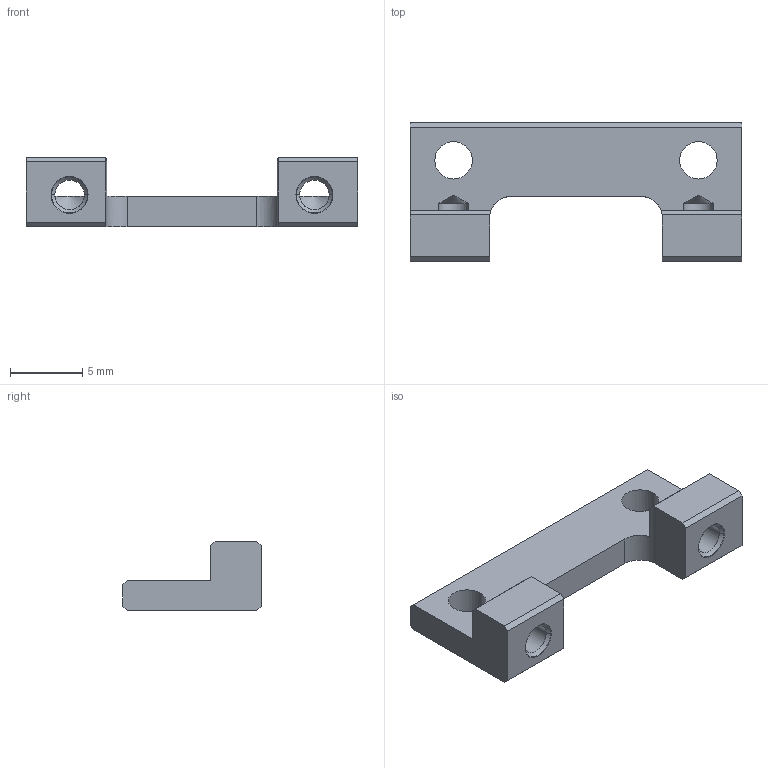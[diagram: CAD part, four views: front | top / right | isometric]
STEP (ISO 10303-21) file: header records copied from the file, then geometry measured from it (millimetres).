
FILE_DESCRIPTION((''),'2;1');
FILE_NAME('FR07_X_01','2010-02-02T',('JANG WOOK'),(''),'PRO/ENGINEER BY PARAMETRIC TECHNOLOGY CORPORATION, 2009060','PRO/ENGINEER BY PARAMETRIC TECHNOLOGY CORPORATION, 2009060','');
FILE_SCHEMA(('CONFIG_CONTROL_DESIGN'));
Length unit declared in the file: millimetre
Products named in the file (1): FR07_X_01
Bounding box: 23 x 9.6 x 4.8 mm (x, y, z)
Volume: 404.6 mm3; surface area: 676.8 mm2
Topology: 1 solids, 3 shells, 48 faces, 134 edges, 88 vertices
Faces by surface type: plane 24, cylinder 14, cone 10
Entity records: 1667 total; most frequent: CARTESIAN_POINT 337, DIRECTION 274, ORIENTED_EDGE 260, EDGE_CURVE 134, AXIS2_PLACEMENT_3D 95, VERTEX_POINT 88, VECTOR 84, LINE 84
